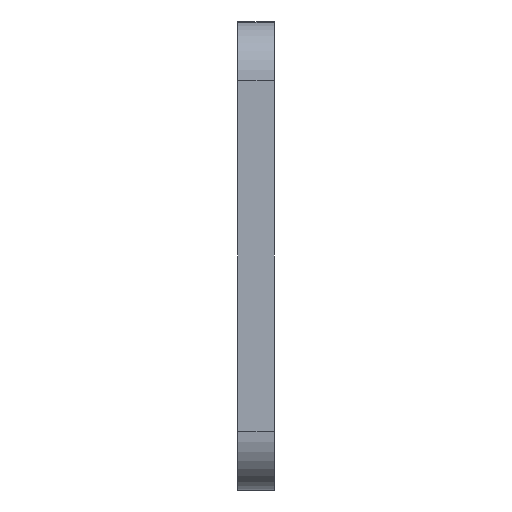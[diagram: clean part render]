
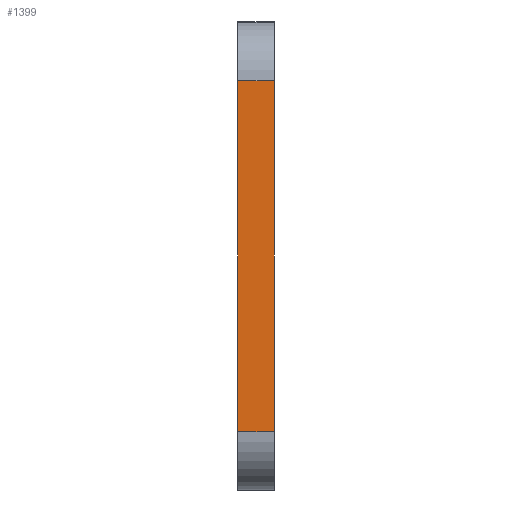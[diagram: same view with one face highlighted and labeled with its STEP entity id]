
A CAD part, left-side view. The second image highlights one B-rep face of the part: STEP entity #1399.
In plain terms, the highlighted planar face has unit normal (-1, 0, 0).
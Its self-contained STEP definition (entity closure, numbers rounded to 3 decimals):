
#36 = CARTESIAN_POINT ( 'NONE',  ( -296.5, 1.25, -6. ) ) ;
#92 = DIRECTION ( 'NONE',  ( 0., 0., -1. ) ) ;
#129 = CARTESIAN_POINT ( 'NONE',  ( -296.5, 1.25, 6. ) ) ;
#180 = CARTESIAN_POINT ( 'NONE',  ( -296.5, 1.25, -6. ) ) ;
#218 = DIRECTION ( 'NONE',  ( 1., 0., 0. ) ) ;
#227 = CARTESIAN_POINT ( 'NONE',  ( -296.5, 1.25, -6. ) ) ;
#236 = PLANE ( 'NONE',  #1743 ) ;
#357 = VECTOR ( 'NONE', #1240, 1000. ) ;
#380 = DIRECTION ( 'NONE',  ( 0., -1., 0. ) ) ;
#383 = VECTOR ( 'NONE', #2019, 1000. ) ;
#434 = LINE ( 'NONE', #1076, #357 ) ;
#454 = LINE ( 'NONE', #36, #383 ) ;
#475 = VERTEX_POINT ( 'NONE', #898 ) ;
#615 = FACE_OUTER_BOUND ( 'NONE', #1942, .T. ) ;
#705 = EDGE_CURVE ( 'NONE', #2064, #475, #1008, .T. ) ;
#898 = CARTESIAN_POINT ( 'NONE',  ( -296.5, 0., -6. ) ) ;
#996 = CARTESIAN_POINT ( 'NONE',  ( -296.5, 1.25, 6. ) ) ;
#1006 = VECTOR ( 'NONE', #380, 1000. ) ;
#1008 = LINE ( 'NONE', #180, #1006 ) ;
#1076 = CARTESIAN_POINT ( 'NONE',  ( -296.5, 0., -6. ) ) ;
#1240 = DIRECTION ( 'NONE',  ( 0., 0., 1. ) ) ;
#1351 = CARTESIAN_POINT ( 'NONE',  ( -296.5, 1.25, -6. ) ) ;
#1399 = ADVANCED_FACE ( 'NONE', ( #615 ), #236, .F. ) ;
#1490 = CARTESIAN_POINT ( 'NONE',  ( -296.5, 0., 6. ) ) ;
#1601 = EDGE_CURVE ( 'NONE', #2064, #1853, #454, .T. ) ;
#1604 = EDGE_CURVE ( 'NONE', #475, #2012, #434, .T. ) ;
#1632 = DIRECTION ( 'NONE',  ( 0., -1., 0. ) ) ;
#1677 = ORIENTED_EDGE ( 'NONE', *, *, #705, .T. ) ;
#1743 = AXIS2_PLACEMENT_3D ( 'NONE', #227, #218, #92 ) ;
#1750 = ORIENTED_EDGE ( 'NONE', *, *, #2008, .F. ) ;
#1828 = VECTOR ( 'NONE', #1632, 1000. ) ;
#1853 = VERTEX_POINT ( 'NONE', #996 ) ;
#1867 = ORIENTED_EDGE ( 'NONE', *, *, #1604, .T. ) ;
#1925 = LINE ( 'NONE', #129, #1828 ) ;
#1942 = EDGE_LOOP ( 'NONE', ( #1867, #1750, #2035, #1677 ) ) ;
#2008 = EDGE_CURVE ( 'NONE', #1853, #2012, #1925, .T. ) ;
#2012 = VERTEX_POINT ( 'NONE', #1490 ) ;
#2019 = DIRECTION ( 'NONE',  ( 0., 0., 1. ) ) ;
#2035 = ORIENTED_EDGE ( 'NONE', *, *, #1601, .F. ) ;
#2064 = VERTEX_POINT ( 'NONE', #1351 ) ;
